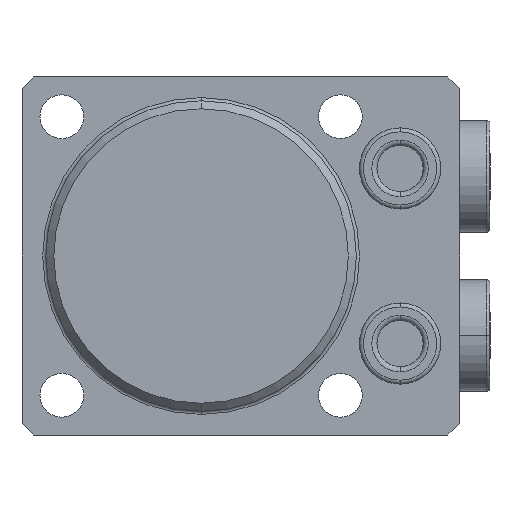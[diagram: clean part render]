
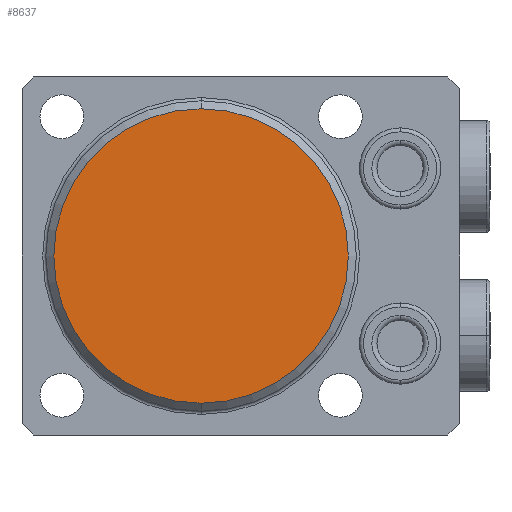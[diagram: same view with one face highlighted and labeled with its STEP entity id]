
A CAD part, front view. The second image highlights one B-rep face of the part: STEP entity #8637.
In plain terms, the highlighted planar face has unit normal (0, -1, 0).
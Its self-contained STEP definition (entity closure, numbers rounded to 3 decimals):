
#1257 = AXIS2_PLACEMENT_3D ( 'NONE', #7132, #7127, #7125 ) ;
#1471 = AXIS2_PLACEMENT_3D ( 'NONE', #3157, #3154, #3153 ) ;
#1556 = AXIS2_PLACEMENT_3D ( 'NONE', #7836, #7844, #7841 ) ;
#1982 = EDGE_CURVE ( 'NONE', #5634, #5626, #2761, .T. ) ;
#2501 = CIRCLE ( 'NONE', #1556, 18.5 ) ;
#2761 = CIRCLE ( 'NONE', #1471, 18.5 ) ;
#3153 = DIRECTION ( 'NONE',  ( 0., 0., 1. ) ) ;
#3154 = DIRECTION ( 'NONE',  ( 0., -1., 0. ) ) ;
#3157 = CARTESIAN_POINT ( 'NONE',  ( 0., -33.5, 0. ) ) ;
#4102 = ORIENTED_EDGE ( 'NONE', *, *, #5740, .T. ) ;
#4103 = ORIENTED_EDGE ( 'NONE', *, *, #1982, .T. ) ;
#4329 = EDGE_LOOP ( 'NONE', ( #4102, #4103 ) ) ;
#4861 = FACE_OUTER_BOUND ( 'NONE', #4329, .T. ) ;
#5626 = VERTEX_POINT ( 'NONE', #8199 ) ;
#5634 = VERTEX_POINT ( 'NONE', #8179 ) ;
#5740 = EDGE_CURVE ( 'NONE', #5626, #5634, #2501, .T. ) ;
#7125 = DIRECTION ( 'NONE',  ( 0., 0., 1. ) ) ;
#7127 = DIRECTION ( 'NONE',  ( 0., 1., 0. ) ) ;
#7130 = PLANE ( 'NONE',  #1257 ) ;
#7132 = CARTESIAN_POINT ( 'NONE',  ( 0., -33.5, 0. ) ) ;
#7836 = CARTESIAN_POINT ( 'NONE',  ( 0., -33.5, 0. ) ) ;
#7841 = DIRECTION ( 'NONE',  ( 0., 0., 1. ) ) ;
#7844 = DIRECTION ( 'NONE',  ( 0., -1., 0. ) ) ;
#8179 = CARTESIAN_POINT ( 'NONE',  ( 0., -33.5, -18.5 ) ) ;
#8199 = CARTESIAN_POINT ( 'NONE',  ( 0., -33.5, 18.5 ) ) ;
#8637 = ADVANCED_FACE ( 'NONE', ( #4861 ), #7130, .F. ) ;
